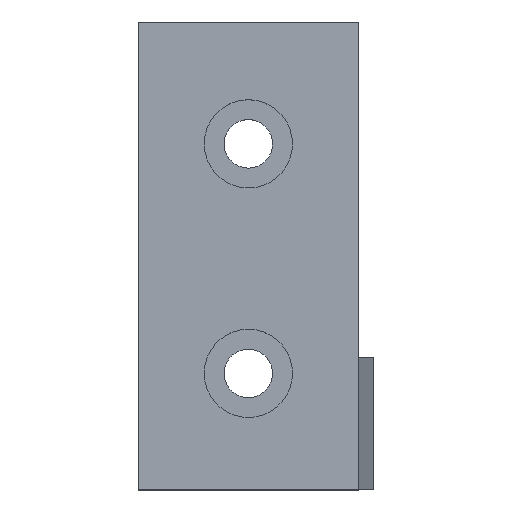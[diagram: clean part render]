
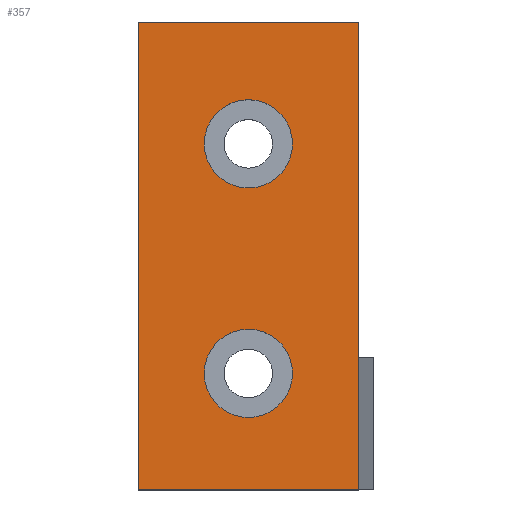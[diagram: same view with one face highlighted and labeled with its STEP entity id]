
A CAD part, top view. The second image highlights one B-rep face of the part: STEP entity #357.
In plain terms, the highlighted planar face has unit normal (0, 0, 1).
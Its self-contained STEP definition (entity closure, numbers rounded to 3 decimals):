
#22 = VERTEX_POINT ( 'NONE', #578 ) ;
#32 = CARTESIAN_POINT ( 'NONE',  ( 0., 0., 8. ) ) ;
#41 = CARTESIAN_POINT ( 'NONE',  ( 0., 0., 8. ) ) ;
#47 = CARTESIAN_POINT ( 'NONE',  ( 0., 53., 8. ) ) ;
#62 = DIRECTION ( 'NONE',  ( 1., 0., 0. ) ) ;
#85 = DIRECTION ( 'NONE',  ( 1., 0., 0. ) ) ;
#90 = LINE ( 'NONE', #284, #628 ) ;
#97 = CIRCLE ( 'NONE', #539, 5. ) ;
#108 = DIRECTION ( 'NONE',  ( 1., 0., 0. ) ) ;
#110 = VERTEX_POINT ( 'NONE', #622 ) ;
#117 = ORIENTED_EDGE ( 'NONE', *, *, #126, .T. ) ;
#118 = CIRCLE ( 'NONE', #505, 5. ) ;
#122 = CARTESIAN_POINT ( 'NONE',  ( 0., 0., 8. ) ) ;
#123 = VERTEX_POINT ( 'NONE', #522 ) ;
#126 = EDGE_CURVE ( 'NONE', #221, #411, #378, .T. ) ;
#132 = EDGE_CURVE ( 'NONE', #186, #213, #118, .T. ) ;
#145 = LINE ( 'NONE', #234, #181 ) ;
#149 = CARTESIAN_POINT ( 'NONE',  ( 25., 0., 8. ) ) ;
#158 = DIRECTION ( 'NONE',  ( 0., 0., 1. ) ) ;
#161 = CARTESIAN_POINT ( 'NONE',  ( 12.5, 13.2, 8. ) ) ;
#170 = EDGE_CURVE ( 'NONE', #123, #22, #368, .T. ) ;
#181 = VECTOR ( 'NONE', #85, 1000. ) ;
#186 = VERTEX_POINT ( 'NONE', #607 ) ;
#188 = VECTOR ( 'NONE', #192, 1000. ) ;
#189 = CARTESIAN_POINT ( 'NONE',  ( 0., 53., 8. ) ) ;
#192 = DIRECTION ( 'NONE',  ( 0., -1., 0. ) ) ;
#196 = CARTESIAN_POINT ( 'NONE',  ( 7.5, 13.2, 8. ) ) ;
#200 = EDGE_CURVE ( 'NONE', #213, #186, #97, .T. ) ;
#213 = VERTEX_POINT ( 'NONE', #196 ) ;
#221 = VERTEX_POINT ( 'NONE', #189 ) ;
#233 = VERTEX_POINT ( 'NONE', #149 ) ;
#234 = CARTESIAN_POINT ( 'NONE',  ( 0., 0., 8. ) ) ;
#243 = FACE_BOUND ( 'NONE', #249, .T. ) ;
#248 = ORIENTED_EDGE ( 'NONE', *, *, #550, .T. ) ;
#249 = EDGE_LOOP ( 'NONE', ( #551, #515 ) ) ;
#256 = AXIS2_PLACEMENT_3D ( 'NONE', #32, #507, #614 ) ;
#284 = CARTESIAN_POINT ( 'NONE',  ( 25., 0., 8. ) ) ;
#293 = ORIENTED_EDGE ( 'NONE', *, *, #330, .T. ) ;
#299 = EDGE_LOOP ( 'NONE', ( #117, #325, #293, #248 ) ) ;
#301 = CARTESIAN_POINT ( 'NONE',  ( 12.5, 13.2, 8. ) ) ;
#325 = ORIENTED_EDGE ( 'NONE', *, *, #529, .T. ) ;
#330 = EDGE_CURVE ( 'NONE', #233, #110, #90, .T. ) ;
#336 = EDGE_LOOP ( 'NONE', ( #465, #350 ) ) ;
#350 = ORIENTED_EDGE ( 'NONE', *, *, #200, .F. ) ;
#354 = DIRECTION ( 'NONE',  ( 0., 0., 1. ) ) ;
#357 = ADVANCED_FACE ( 'NONE', ( #243, #639, #587 ), #433, .F. ) ;
#368 = CIRCLE ( 'NONE', #620, 5. ) ;
#371 = AXIS2_PLACEMENT_3D ( 'NONE', #568, #615, #517 ) ;
#378 = LINE ( 'NONE', #41, #188 ) ;
#401 = DIRECTION ( 'NONE',  ( 0., 0., 1. ) ) ;
#411 = VERTEX_POINT ( 'NONE', #122 ) ;
#433 = PLANE ( 'NONE',  #256 ) ;
#465 = ORIENTED_EDGE ( 'NONE', *, *, #132, .F. ) ;
#482 = DIRECTION ( 'NONE',  ( 0., 1., 0. ) ) ;
#489 = CIRCLE ( 'NONE', #371, 5. ) ;
#505 = AXIS2_PLACEMENT_3D ( 'NONE', #301, #401, #108 ) ;
#507 = DIRECTION ( 'NONE',  ( 0., 0., -1. ) ) ;
#513 = EDGE_CURVE ( 'NONE', #22, #123, #489, .T. ) ;
#515 = ORIENTED_EDGE ( 'NONE', *, *, #513, .F. ) ;
#517 = DIRECTION ( 'NONE',  ( 1., 0., 0. ) ) ;
#522 = CARTESIAN_POINT ( 'NONE',  ( 17.5, 39.2, 8. ) ) ;
#529 = EDGE_CURVE ( 'NONE', #411, #233, #145, .T. ) ;
#539 = AXIS2_PLACEMENT_3D ( 'NONE', #161, #354, #558 ) ;
#550 = EDGE_CURVE ( 'NONE', #110, #221, #623, .T. ) ;
#551 = ORIENTED_EDGE ( 'NONE', *, *, #170, .F. ) ;
#558 = DIRECTION ( 'NONE',  ( 1., 0., 0. ) ) ;
#568 = CARTESIAN_POINT ( 'NONE',  ( 12.5, 39.2, 8. ) ) ;
#578 = CARTESIAN_POINT ( 'NONE',  ( 7.5, 39.2, 8. ) ) ;
#580 = DIRECTION ( 'NONE',  ( -1., 0., 0. ) ) ;
#587 = FACE_OUTER_BOUND ( 'NONE', #299, .T. ) ;
#604 = CARTESIAN_POINT ( 'NONE',  ( 12.5, 39.2, 8. ) ) ;
#607 = CARTESIAN_POINT ( 'NONE',  ( 17.5, 13.2, 8. ) ) ;
#614 = DIRECTION ( 'NONE',  ( -1., 0., 0. ) ) ;
#615 = DIRECTION ( 'NONE',  ( 0., 0., 1. ) ) ;
#620 = AXIS2_PLACEMENT_3D ( 'NONE', #604, #158, #62 ) ;
#622 = CARTESIAN_POINT ( 'NONE',  ( 25., 53., 8. ) ) ;
#623 = LINE ( 'NONE', #47, #638 ) ;
#628 = VECTOR ( 'NONE', #482, 1000. ) ;
#638 = VECTOR ( 'NONE', #580, 1000. ) ;
#639 = FACE_BOUND ( 'NONE', #336, .T. ) ;
